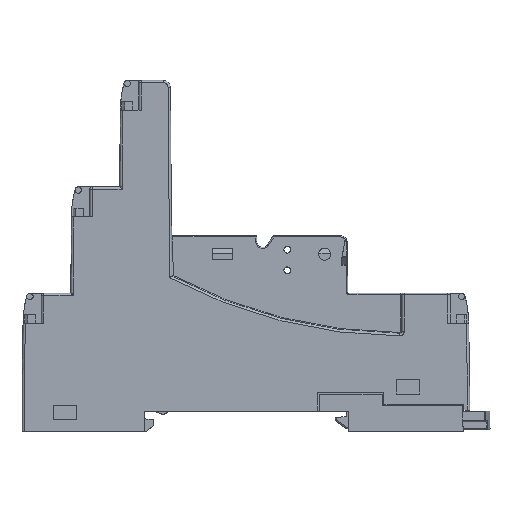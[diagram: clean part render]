
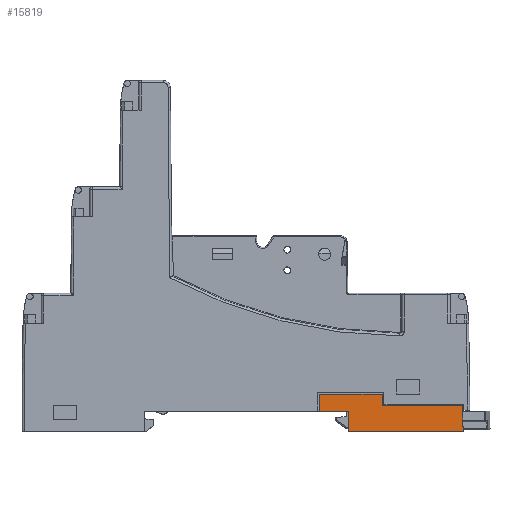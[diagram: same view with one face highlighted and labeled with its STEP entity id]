
A CAD part, top view. The second image highlights one B-rep face of the part: STEP entity #15819.
In plain terms, the highlighted planar face has unit normal (0, 0, 1).
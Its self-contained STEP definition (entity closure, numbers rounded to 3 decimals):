
#104 = EDGE_CURVE ( 'NONE', #12717, #54116, #54824, .T. ) ;
#366 = VERTEX_POINT ( 'NONE', #32375 ) ;
#1190 = PLANE ( 'NONE',  #2672 ) ;
#1540 = CARTESIAN_POINT ( 'NONE',  ( -30.48, -36.133, 61.848 ) ) ;
#2672 = AXIS2_PLACEMENT_3D ( 'NONE', #35369, #35763, #45467 ) ;
#3182 = CARTESIAN_POINT ( 'NONE',  ( -24.597, -31.633, 61.848 ) ) ;
#4467 = ORIENTED_EDGE ( 'NONE', *, *, #7930, .T. ) ;
#6719 = VECTOR ( 'NONE', #37284, 1000. ) ;
#7361 = CARTESIAN_POINT ( 'NONE',  ( -35.58, -32.633, 61.848 ) ) ;
#7572 = CARTESIAN_POINT ( 'NONE',  ( -35.527, -29.633, 61.848 ) ) ;
#7930 = EDGE_CURVE ( 'NONE', #36958, #12717, #25991, .T. ) ;
#8506 = VERTEX_POINT ( 'NONE', #54809 ) ;
#9321 = LINE ( 'NONE', #7572, #51486 ) ;
#11963 = EDGE_CURVE ( 'NONE', #54116, #60392, #42993, .T. ) ;
#12717 = VERTEX_POINT ( 'NONE', #37040 ) ;
#13969 = VECTOR ( 'NONE', #48566, 1000. ) ;
#15819 = ADVANCED_FACE ( 'NONE', ( #21513 ), #1190, .F. ) ;
#17251 = ORIENTED_EDGE ( 'NONE', *, *, #59342, .T. ) ;
#17727 = CARTESIAN_POINT ( 'NONE',  ( -30.48, -32.633, 61.848 ) ) ;
#18997 = EDGE_CURVE ( 'NONE', #41319, #366, #50456, .T. ) ;
#19866 = CARTESIAN_POINT ( 'NONE',  ( -10.58, -36.133, 61.848 ) ) ;
#20889 = DIRECTION ( 'NONE',  ( -1., 0., 0. ) ) ;
#21150 = VECTOR ( 'NONE', #20889, 1000. ) ;
#21513 = FACE_OUTER_BOUND ( 'NONE', #28897, .T. ) ;
#21955 = CARTESIAN_POINT ( 'NONE',  ( -10.658, -31.633, 61.848 ) ) ;
#25508 = ORIENTED_EDGE ( 'NONE', *, *, #104, .T. ) ;
#25908 = CARTESIAN_POINT ( 'NONE',  ( -24.597, -31.633, 61.848 ) ) ;
#25991 = LINE ( 'NONE', #19866, #13969 ) ;
#28820 = DIRECTION ( 'NONE',  ( -1., 0., 0. ) ) ;
#28865 = VECTOR ( 'NONE', #31460, 1000. ) ;
#28897 = EDGE_LOOP ( 'NONE', ( #29237, #17251, #4467, #25508, #44068, #41776, #30375, #54881 ) ) ;
#29237 = ORIENTED_EDGE ( 'NONE', *, *, #18997, .T. ) ;
#29586 = LINE ( 'NONE', #7361, #28865 ) ;
#30375 = ORIENTED_EDGE ( 'NONE', *, *, #61695, .T. ) ;
#31460 = DIRECTION ( 'NONE',  ( -0.017, -1., 0. ) ) ;
#32257 = VECTOR ( 'NONE', #59719, 1000. ) ;
#32375 = CARTESIAN_POINT ( 'NONE',  ( -30.48, -32.633, 61.848 ) ) ;
#32967 = LINE ( 'NONE', #54634, #32257 ) ;
#35369 = CARTESIAN_POINT ( 'NONE',  ( -41.177, -36.133, 61.848 ) ) ;
#35763 = DIRECTION ( 'NONE',  ( 0., 0., -1. ) ) ;
#36958 = VERTEX_POINT ( 'NONE', #1540 ) ;
#37040 = CARTESIAN_POINT ( 'NONE',  ( -10.58, -36.133, 61.848 ) ) ;
#37284 = DIRECTION ( 'NONE',  ( 0., -1., 0. ) ) ;
#37606 = VECTOR ( 'NONE', #46197, 1000. ) ;
#38298 = LINE ( 'NONE', #59694, #6719 ) ;
#38382 = DIRECTION ( 'NONE',  ( -0.017, 1., 0. ) ) ;
#39382 = VERTEX_POINT ( 'NONE', #51362 ) ;
#41319 = VERTEX_POINT ( 'NONE', #62252 ) ;
#41776 = ORIENTED_EDGE ( 'NONE', *, *, #54536, .T. ) ;
#42993 = LINE ( 'NONE', #25908, #21150 ) ;
#44068 = ORIENTED_EDGE ( 'NONE', *, *, #11963, .T. ) ;
#44996 = VECTOR ( 'NONE', #38382, 1000. ) ;
#45467 = DIRECTION ( 'NONE',  ( -1., 0., 0. ) ) ;
#46197 = DIRECTION ( 'NONE',  ( 1., 0., 0. ) ) ;
#47913 = CARTESIAN_POINT ( 'NONE',  ( -10.658, -31.633, 61.848 ) ) ;
#48566 = DIRECTION ( 'NONE',  ( 1., 0., 0. ) ) ;
#50456 = LINE ( 'NONE', #17727, #37606 ) ;
#51362 = CARTESIAN_POINT ( 'NONE',  ( -35.527, -29.633, 61.848 ) ) ;
#51486 = VECTOR ( 'NONE', #28820, 1000. ) ;
#54116 = VERTEX_POINT ( 'NONE', #21955 ) ;
#54536 = EDGE_CURVE ( 'NONE', #60392, #8506, #32967, .T. ) ;
#54634 = CARTESIAN_POINT ( 'NONE',  ( -24.632, -29.633, 61.848 ) ) ;
#54809 = CARTESIAN_POINT ( 'NONE',  ( -24.632, -29.633, 61.848 ) ) ;
#54824 = LINE ( 'NONE', #47913, #44996 ) ;
#54881 = ORIENTED_EDGE ( 'NONE', *, *, #61629, .T. ) ;
#59342 = EDGE_CURVE ( 'NONE', #366, #36958, #38298, .T. ) ;
#59694 = CARTESIAN_POINT ( 'NONE',  ( -30.48, -36.133, 61.848 ) ) ;
#59719 = DIRECTION ( 'NONE',  ( -0.017, 1., 0. ) ) ;
#60392 = VERTEX_POINT ( 'NONE', #3182 ) ;
#61629 = EDGE_CURVE ( 'NONE', #39382, #41319, #29586, .T. ) ;
#61695 = EDGE_CURVE ( 'NONE', #8506, #39382, #9321, .T. ) ;
#62252 = CARTESIAN_POINT ( 'NONE',  ( -35.58, -32.633, 61.848 ) ) ;
